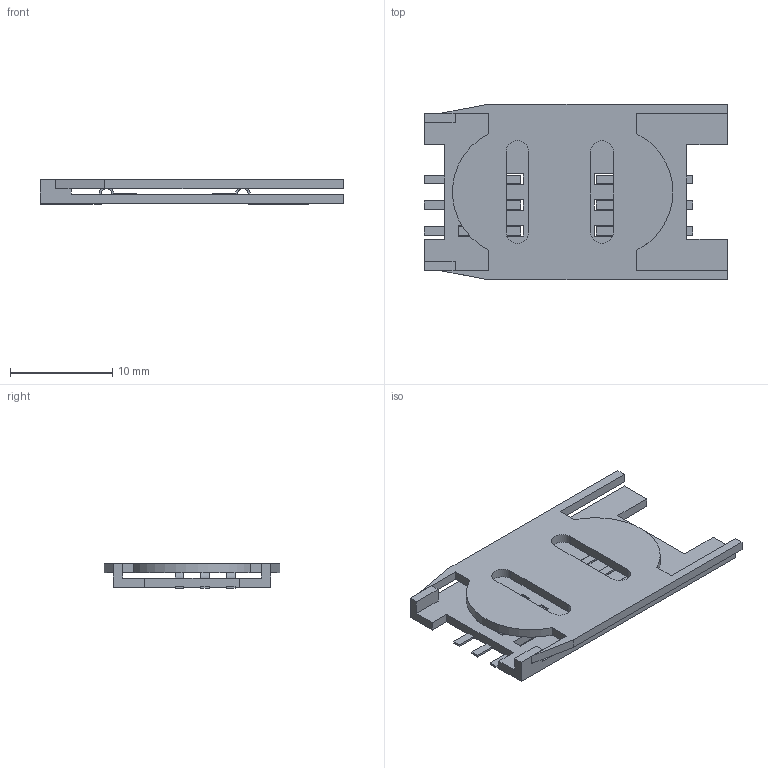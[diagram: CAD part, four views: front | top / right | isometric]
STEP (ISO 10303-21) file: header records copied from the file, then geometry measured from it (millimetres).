
FILE_DESCRIPTION (( 'STEP AP214' ), '1' );
FILE_NAME ('SIMHOLDER.STEP', '2015-03-31T21:02:51', ( '' ), ( '' ), 'SwSTEP 2.0', 'SolidWorks 2014', '' );
FILE_SCHEMA (( 'AUTOMOTIVE_DESIGN' ));
Length unit declared in the file: inch
Products named in the file (1): SIMHOLDER
Bounding box: 29.7 x 17.2 x 2.4 mm (x, y, z)
Volume: 604.2 mm3; surface area: 1777.5 mm2
Topology: 8 solids, 8 shells, 143 faces, 381 edges, 254 vertices
Faces by surface type: plane 124, cylinder 19
Entity records: 5478 total; most frequent: CARTESIAN_POINT 779, ORIENTED_EDGE 762, DIRECTION 707, EDGE_CURVE 381, VECTOR 343, LINE 343, VERTEX_POINT 254, AXIS2_PLACEMENT_3D 182
